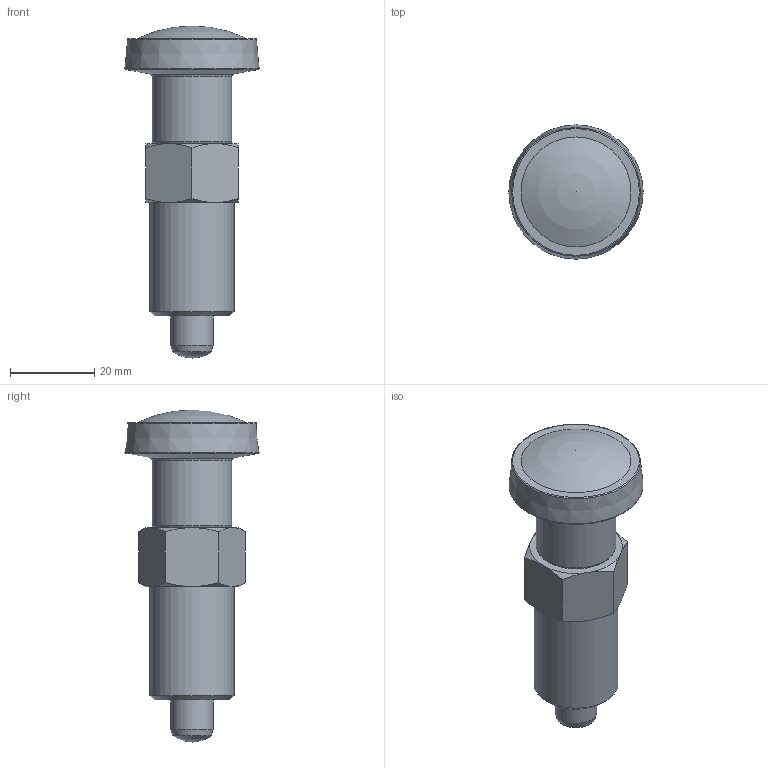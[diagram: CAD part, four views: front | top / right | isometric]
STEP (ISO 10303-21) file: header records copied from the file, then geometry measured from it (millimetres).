
FILE_DESCRIPTION( ( 'Unknown' ), '1' );
FILE_NAME( '6394220_PND_32.stp', 'Unknown', ( 'Unknown' ), ( 'Unknown' ), 'PSStep 14.0', 'Unknown', ' ' );
FILE_SCHEMA( ( 'AUTOMOTIVE_DESIGN { 1 0 10303 214 1 1 1 1 }' ) );
Length unit declared in the file: millimetre
Products named in the file (1): 8900444
Bounding box: 31.96 x 31.96 x 79 mm (x, y, z)
Volume: 25708.2 mm3; surface area: 9350.1 mm2
Topology: 1 solids, 9 shells, 75 faces, 166 edges, 108 vertices
Faces by surface type: cone 30, plane 23, cylinder 15, torus 5, sphere 2
Full cylindrical faces by diameter (mm): 7.5 x1, 7.74 x7, 8 x1, 8.2 x1, 10 x1, 11 x1, 11.1 x1, 19 x1, 20 x1
Entity records: 2452 total; most frequent: CARTESIAN_POINT 426, DIRECTION 302, ORIENTED_EDGE 216, AXIS2_PLACEMENT_3D 142, EDGE_LOOP 128, EDGE_CURVE 108, FACE_OUTER_BOUND 95, VERTEX_POINT 90
